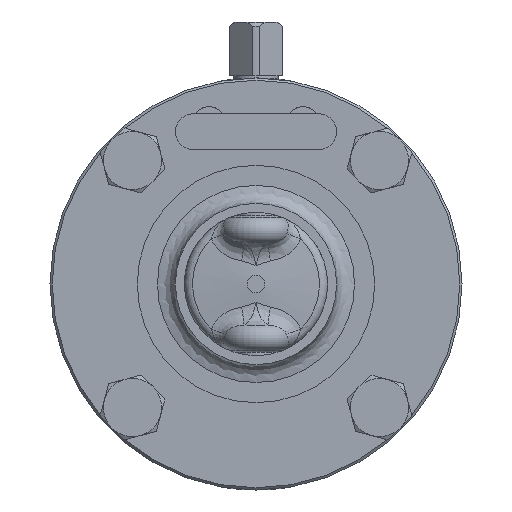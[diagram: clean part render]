
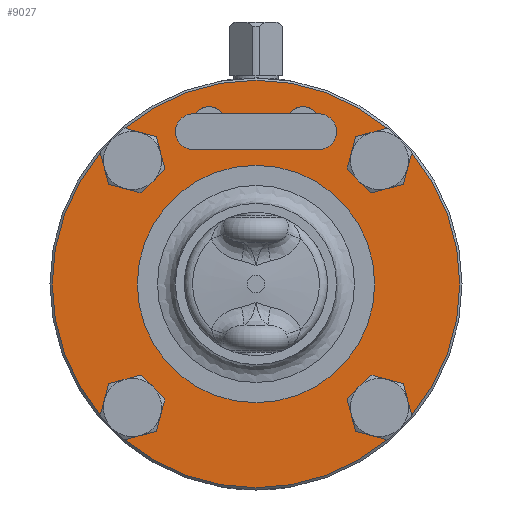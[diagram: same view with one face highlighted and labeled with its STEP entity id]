
A CAD part, left-side view. The second image highlights one B-rep face of the part: STEP entity #9027.
In plain terms, the highlighted planar face has unit normal (-1, 0, 0).
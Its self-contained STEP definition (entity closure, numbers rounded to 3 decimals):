
#367=CARTESIAN_POINT('',(-10.,10.5,32.4));
#368=VERTEX_POINT('',#367);
#369=CARTESIAN_POINT('',(-10.,10.5,36.0));
#370=DIRECTION('',(1.0,0.0,0.0));
#371=DIRECTION('',(0.0,0.0,-1.0));
#372=AXIS2_PLACEMENT_3D('',#369,#370,#371);
#373=CIRCLE('',#372,3.6);
#374=EDGE_CURVE('',#368,#368,#373,.T.);
#404=CARTESIAN_POINT('',(-10.,-10.5,32.4));
#405=VERTEX_POINT('',#404);
#406=CARTESIAN_POINT('',(-10.,-10.5,36.));
#407=DIRECTION('',(1.0,0.0,0.0));
#408=DIRECTION('',(0.0,0.0,-1.0));
#409=AXIS2_PLACEMENT_3D('',#406,#407,#408);
#410=CIRCLE('',#409,3.6);
#411=EDGE_CURVE('',#405,#405,#410,.T.);
#1479=CARTESIAN_POINT('',(-10.,-29.065,33.08));
#1480=VERTEX_POINT('',#1479);
#1481=CARTESIAN_POINT('',(-10.,-27.577,27.577));
#1482=DIRECTION('',(1.0,0.0,0.0));
#1483=DIRECTION('',(0.0,-0.261,0.965));
#1484=AXIS2_PLACEMENT_3D('',#1481,#1482,#1483);
#1485=CIRCLE('',#1484,5.7);
#1486=EDGE_CURVE('',#1480,#1480,#1485,.T.);
#2357=CARTESIAN_POINT('',(-10.,-33.08,-29.065));
#2358=VERTEX_POINT('',#2357);
#2359=CARTESIAN_POINT('',(-10.,-27.577,-27.577));
#2360=DIRECTION('',(1.0,0.0,0.0));
#2361=DIRECTION('',(0.0,-0.965,-0.261));
#2362=AXIS2_PLACEMENT_3D('',#2359,#2360,#2361);
#2363=CIRCLE('',#2362,5.7);
#2364=EDGE_CURVE('',#2358,#2358,#2363,.T.);
#3235=CARTESIAN_POINT('',(-10.,29.065,-33.08));
#3236=VERTEX_POINT('',#3235);
#3237=CARTESIAN_POINT('',(-10.,27.577,-27.577));
#3238=DIRECTION('',(1.0,0.0,0.0));
#3239=DIRECTION('',(0.0,0.261,-0.965));
#3240=AXIS2_PLACEMENT_3D('',#3237,#3238,#3239);
#3241=CIRCLE('',#3240,5.7);
#3242=EDGE_CURVE('',#3236,#3236,#3241,.T.);
#4113=CARTESIAN_POINT('',(-10.,33.08,29.065));
#4114=VERTEX_POINT('',#4113);
#4115=CARTESIAN_POINT('',(-10.,27.577,27.577));
#4116=DIRECTION('',(1.0,0.0,0.0));
#4117=DIRECTION('',(0.0,0.965,0.261));
#4118=AXIS2_PLACEMENT_3D('',#4115,#4116,#4117);
#4119=CIRCLE('',#4118,5.7);
#4120=EDGE_CURVE('',#4114,#4114,#4119,.T.);
#8978=CARTESIAN_POINT('',(-10.,-45.5,0.));
#8979=VERTEX_POINT('',#8978);
#8980=CARTESIAN_POINT('',(-10.,0.,0.));
#8981=DIRECTION('',(1.0,0.0,0.0));
#8982=DIRECTION('',(0.0,1.0,0.0));
#8983=AXIS2_PLACEMENT_3D('',#8980,#8981,#8982);
#8984=CIRCLE('',#8983,45.5);
#8985=EDGE_CURVE('',#8979,#8979,#8984,.T.);
#8990=CARTESIAN_POINT('',(-10.,-36.25,0.));
#8991=DIRECTION('',(-1.0,0.0,0.0));
#8992=DIRECTION('',(0.0,0.0,-1.0));
#8993=AXIS2_PLACEMENT_3D('',#8990,#8991,#8992);
#8994=PLANE('',#8993);
#8995=ORIENTED_EDGE('',*,*,#8985,.F.);
#8996=EDGE_LOOP('',(#8995));
#8997=FACE_OUTER_BOUND('',#8996,.T.);
#8998=ORIENTED_EDGE('',*,*,#1486,.T.);
#8999=EDGE_LOOP('',(#8998));
#9000=FACE_BOUND('',#8999,.T.);
#9001=ORIENTED_EDGE('',*,*,#2364,.T.);
#9002=EDGE_LOOP('',(#9001));
#9003=FACE_BOUND('',#9002,.T.);
#9004=ORIENTED_EDGE('',*,*,#3242,.T.);
#9005=EDGE_LOOP('',(#9004));
#9006=FACE_BOUND('',#9005,.T.);
#9007=ORIENTED_EDGE('',*,*,#4120,.T.);
#9008=EDGE_LOOP('',(#9007));
#9009=FACE_BOUND('',#9008,.T.);
#9010=CARTESIAN_POINT('',(-10.,-26.5,0.));
#9011=VERTEX_POINT('',#9010);
#9012=CARTESIAN_POINT('',(-10.,0.,0.));
#9013=DIRECTION('',(-1.0,0.0,0.0));
#9014=DIRECTION('',(0.0,-1.0,0.0));
#9015=AXIS2_PLACEMENT_3D('',#9012,#9013,#9014);
#9016=CIRCLE('',#9015,26.5);
#9017=EDGE_CURVE('',#9011,#9011,#9016,.T.);
#9018=ORIENTED_EDGE('',*,*,#9017,.F.);
#9019=EDGE_LOOP('',(#9018));
#9020=FACE_BOUND('',#9019,.T.);
#9021=ORIENTED_EDGE('',*,*,#411,.T.);
#9022=EDGE_LOOP('',(#9021));
#9023=FACE_BOUND('',#9022,.T.);
#9024=ORIENTED_EDGE('',*,*,#374,.T.);
#9025=EDGE_LOOP('',(#9024));
#9026=FACE_BOUND('',#9025,.T.);
#9027=ADVANCED_FACE('',(#8997,#9000,#9003,#9006,#9009,#9020,#9023,#9026),#8994,.T.);
